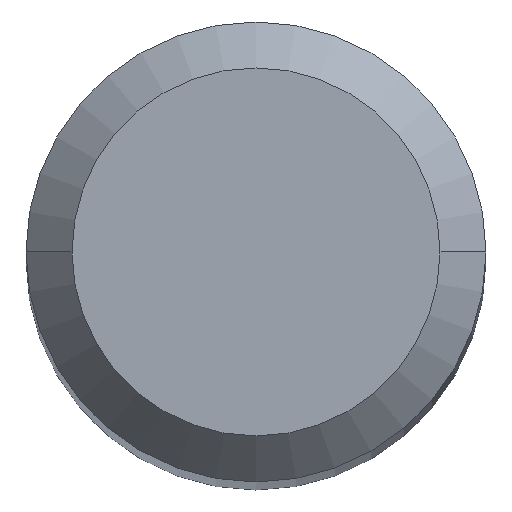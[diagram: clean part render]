
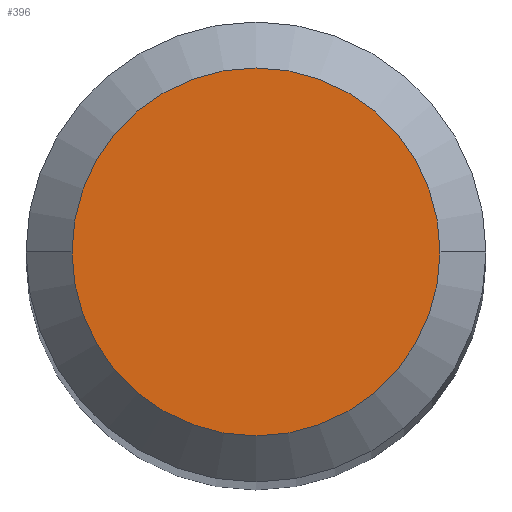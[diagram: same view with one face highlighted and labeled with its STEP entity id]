
A CAD part, top view. The second image highlights one B-rep face of the part: STEP entity #396.
In plain terms, the highlighted planar face has unit normal (0, 0, 1).
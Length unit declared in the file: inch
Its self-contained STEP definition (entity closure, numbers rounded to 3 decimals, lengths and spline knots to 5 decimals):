
#19 = EDGE_CURVE ( 'NONE', #433, #321, #377, .T. ) ;
#64 = EDGE_LOOP ( 'NONE', ( #317, #260 ) ) ;
#78 = DIRECTION ( 'NONE',  ( 1., 0., 0. ) ) ;
#96 = DIRECTION ( 'NONE',  ( -1., 0., 0. ) ) ;
#102 = FACE_OUTER_BOUND ( 'NONE', #64, .T. ) ;
#172 = DIRECTION ( 'NONE',  ( 1., 0., 0. ) ) ;
#189 = CARTESIAN_POINT ( 'NONE',  ( 0., 0., 0. ) ) ;
#195 = AXIS2_PLACEMENT_3D ( 'NONE', #284, #437, #172 ) ;
#210 = AXIS2_PLACEMENT_3D ( 'NONE', #189, #407, #78 ) ;
#252 = PLANE ( 'NONE',  #453 ) ;
#260 = ORIENTED_EDGE ( 'NONE', *, *, #331, .T. ) ;
#264 = CIRCLE ( 'NONE', #195, 0.04724 ) ;
#284 = CARTESIAN_POINT ( 'NONE',  ( 0., 0., 0. ) ) ;
#289 = CARTESIAN_POINT ( 'NONE',  ( 0.04724, 0., 0. ) ) ;
#317 = ORIENTED_EDGE ( 'NONE', *, *, #19, .T. ) ;
#321 = VERTEX_POINT ( 'NONE', #289 ) ;
#331 = EDGE_CURVE ( 'NONE', #321, #433, #264, .T. ) ;
#359 = DIRECTION ( 'NONE',  ( 0., 0., -1. ) ) ;
#372 = CARTESIAN_POINT ( 'NONE',  ( -0.04724, 0., 0. ) ) ;
#377 = CIRCLE ( 'NONE', #210, 0.04724 ) ;
#396 = ADVANCED_FACE ( 'NONE', ( #102 ), #252, .F. ) ;
#402 = CARTESIAN_POINT ( 'NONE',  ( 0., 0., 0. ) ) ;
#407 = DIRECTION ( 'NONE',  ( 0., 0., 1. ) ) ;
#433 = VERTEX_POINT ( 'NONE', #372 ) ;
#437 = DIRECTION ( 'NONE',  ( 0., 0., 1. ) ) ;
#453 = AXIS2_PLACEMENT_3D ( 'NONE', #402, #359, #96 ) ;
